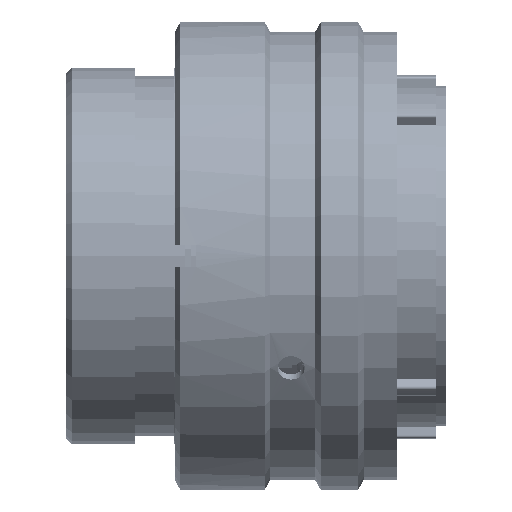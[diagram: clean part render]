
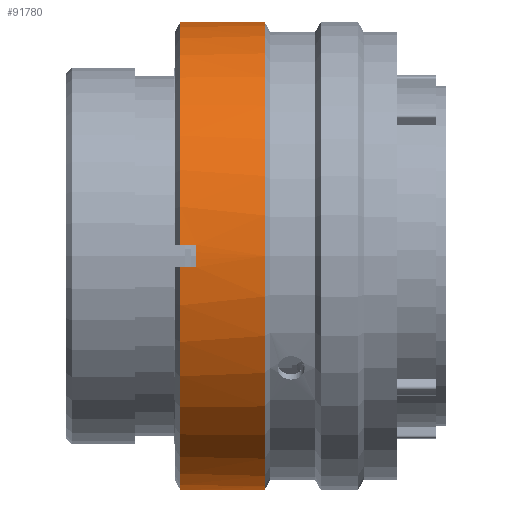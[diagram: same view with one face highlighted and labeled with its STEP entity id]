
A CAD part, front view. The second image highlights one B-rep face of the part: STEP entity #91780.
In plain terms, the highlighted cylindrical face has radius 20.6 mm (diameter 41.2 mm), a partial arc.
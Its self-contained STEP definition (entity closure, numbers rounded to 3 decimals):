
#1479 = VERTEX_POINT ( 'NONE', #13812 ) ;
#1863 = CARTESIAN_POINT ( 'NONE',  ( 10.02, -20.576, 1. ) ) ;
#5015 = EDGE_CURVE ( 'NONE', #41050, #92940, #99808, .T. ) ;
#5288 = VERTEX_POINT ( 'NONE', #86811 ) ;
#8341 = CIRCLE ( 'NONE', #12583, 20.6 ) ;
#9217 = CARTESIAN_POINT ( 'NONE',  ( 29.07, -20.576, 1. ) ) ;
#10585 = AXIS2_PLACEMENT_3D ( 'NONE', #29101, #82617, #50783 ) ;
#10894 = FACE_OUTER_BOUND ( 'NONE', #93295, .T. ) ;
#12583 = AXIS2_PLACEMENT_3D ( 'NONE', #93170, #104122, #137706 ) ;
#12853 = CARTESIAN_POINT ( 'NONE',  ( 29.07, -1., -20.576 ) ) ;
#13812 = CARTESIAN_POINT ( 'NONE',  ( 10.02, -1., 20.576 ) ) ;
#14005 = CARTESIAN_POINT ( 'NONE',  ( 11.42, 0., 0. ) ) ;
#15862 = CIRCLE ( 'NONE', #29213, 20.6 ) ;
#17145 = LINE ( 'NONE', #106428, #125558 ) ;
#17324 = ORIENTED_EDGE ( 'NONE', *, *, #60099, .T. ) ;
#17580 = CARTESIAN_POINT ( 'NONE',  ( 11.42, -1., 20.576 ) ) ;
#17612 = LINE ( 'NONE', #71456, #129432 ) ;
#18539 = CARTESIAN_POINT ( 'NONE',  ( 17.44, 0., 20.6 ) ) ;
#19030 = LINE ( 'NONE', #12853, #102058 ) ;
#20689 = DIRECTION ( 'NONE',  ( 0., 0., -1. ) ) ;
#23970 = DIRECTION ( 'NONE',  ( 0., 0., -1. ) ) ;
#26122 = DIRECTION ( 'NONE',  ( 1., 0., 0. ) ) ;
#29054 = VECTOR ( 'NONE', #104607, 1000. ) ;
#29101 = CARTESIAN_POINT ( 'NONE',  ( 17.44, 0., 0. ) ) ;
#29170 = VERTEX_POINT ( 'NONE', #46043 ) ;
#29213 = AXIS2_PLACEMENT_3D ( 'NONE', #87420, #88855, #123811 ) ;
#29562 = VERTEX_POINT ( 'NONE', #109380 ) ;
#31036 = ORIENTED_EDGE ( 'NONE', *, *, #67814, .T. ) ;
#32490 = CARTESIAN_POINT ( 'NONE',  ( 11.42, 0., 20.6 ) ) ;
#32603 = VERTEX_POINT ( 'NONE', #137228 ) ;
#32838 = EDGE_CURVE ( 'NONE', #81631, #62865, #97277, .T. ) ;
#34753 = ORIENTED_EDGE ( 'NONE', *, *, #106230, .F. ) ;
#36448 = AXIS2_PLACEMENT_3D ( 'NONE', #109210, #131053, #23970 ) ;
#37425 = VERTEX_POINT ( 'NONE', #1863 ) ;
#38939 = AXIS2_PLACEMENT_3D ( 'NONE', #109751, #88497, #68018 ) ;
#39832 = ORIENTED_EDGE ( 'NONE', *, *, #109137, .T. ) ;
#41050 = VERTEX_POINT ( 'NONE', #18539 ) ;
#41492 = DIRECTION ( 'NONE',  ( 1., 0., 0. ) ) ;
#45205 = DIRECTION ( 'NONE',  ( 0., 0., 1. ) ) ;
#46043 = CARTESIAN_POINT ( 'NONE',  ( 11.42, -1., -20.576 ) ) ;
#49358 = ORIENTED_EDGE ( 'NONE', *, *, #58494, .T. ) ;
#49488 = VERTEX_POINT ( 'NONE', #102792 ) ;
#50783 = DIRECTION ( 'NONE',  ( 0., 0., -1. ) ) ;
#54667 = ORIENTED_EDGE ( 'NONE', *, *, #32838, .T. ) ;
#56742 = CARTESIAN_POINT ( 'NONE',  ( 17.44, 0., -20.6 ) ) ;
#57433 = DIRECTION ( 'NONE',  ( 1., 0., 0. ) ) ;
#58250 = CYLINDRICAL_SURFACE ( 'NONE', #36448, 20.6 ) ;
#58494 = EDGE_CURVE ( 'NONE', #62865, #1479, #110454, .T. ) ;
#60099 = EDGE_CURVE ( 'NONE', #37425, #32603, #140064, .T. ) ;
#62865 = VERTEX_POINT ( 'NONE', #17580 ) ;
#64811 = AXIS2_PLACEMENT_3D ( 'NONE', #130542, #129154, #20689 ) ;
#67814 = EDGE_CURVE ( 'NONE', #5288, #49488, #17612, .T. ) ;
#68018 = DIRECTION ( 'NONE',  ( 0., 0., 1. ) ) ;
#71456 = CARTESIAN_POINT ( 'NONE',  ( 29.07, -20.576, -1. ) ) ;
#72867 = DIRECTION ( 'NONE',  ( -1., 0., 0. ) ) ;
#81631 = VERTEX_POINT ( 'NONE', #32490 ) ;
#82617 = DIRECTION ( 'NONE',  ( 1., 0., 0. ) ) ;
#82769 = CIRCLE ( 'NONE', #64811, 20.6 ) ;
#82812 = EDGE_CURVE ( 'NONE', #106149, #29170, #19030, .T. ) ;
#85342 = VECTOR ( 'NONE', #124101, 1000. ) ;
#86811 = CARTESIAN_POINT ( 'NONE',  ( 11.42, -20.576, -1. ) ) ;
#87191 = ORIENTED_EDGE ( 'NONE', *, *, #94595, .T. ) ;
#87420 = CARTESIAN_POINT ( 'NONE',  ( 10.02, 0., 0. ) ) ;
#88497 = DIRECTION ( 'NONE',  ( 1., 0., 0. ) ) ;
#88855 = DIRECTION ( 'NONE',  ( 1., 0., 0. ) ) ;
#91780 = ADVANCED_FACE ( 'NONE', ( #10894 ), #58250, .T. ) ;
#92940 = VERTEX_POINT ( 'NONE', #56742 ) ;
#93170 = CARTESIAN_POINT ( 'NONE',  ( 11.42, 0., 0. ) ) ;
#93295 = EDGE_LOOP ( 'NONE', ( #34753, #54667, #49358, #116755, #17324, #98481, #31036, #108617, #110737, #87191, #39832, #126785 ) ) ;
#94595 = EDGE_CURVE ( 'NONE', #29170, #29562, #8341, .T. ) ;
#97277 = CIRCLE ( 'NONE', #102286, 20.6 ) ;
#97297 = DIRECTION ( 'NONE',  ( 1., 0., 0. ) ) ;
#98481 = ORIENTED_EDGE ( 'NONE', *, *, #123286, .T. ) ;
#99808 = CIRCLE ( 'NONE', #10585, 20.6 ) ;
#102058 = VECTOR ( 'NONE', #26122, 1000. ) ;
#102286 = AXIS2_PLACEMENT_3D ( 'NONE', #14005, #57433, #45205 ) ;
#102792 = CARTESIAN_POINT ( 'NONE',  ( 10.02, -20.576, -1. ) ) ;
#104122 = DIRECTION ( 'NONE',  ( 1., 0., 0. ) ) ;
#104143 = CARTESIAN_POINT ( 'NONE',  ( 29.07, -1., 20.576 ) ) ;
#104607 = DIRECTION ( 'NONE',  ( -1., 0., 0. ) ) ;
#106149 = VERTEX_POINT ( 'NONE', #114125 ) ;
#106210 = VECTOR ( 'NONE', #97297, 1000. ) ;
#106230 = EDGE_CURVE ( 'NONE', #81631, #41050, #129388, .T. ) ;
#106428 = CARTESIAN_POINT ( 'NONE',  ( 29.07, 0., -20.6 ) ) ;
#108617 = ORIENTED_EDGE ( 'NONE', *, *, #116803, .T. ) ;
#109137 = EDGE_CURVE ( 'NONE', #29562, #92940, #17145, .T. ) ;
#109210 = CARTESIAN_POINT ( 'NONE',  ( 29.07, 0., 0. ) ) ;
#109380 = CARTESIAN_POINT ( 'NONE',  ( 11.42, 0., -20.6 ) ) ;
#109751 = CARTESIAN_POINT ( 'NONE',  ( 11.42, 0., 0. ) ) ;
#110454 = LINE ( 'NONE', #104143, #29054 ) ;
#110737 = ORIENTED_EDGE ( 'NONE', *, *, #82812, .T. ) ;
#114125 = CARTESIAN_POINT ( 'NONE',  ( 10.02, -1., -20.576 ) ) ;
#116755 = ORIENTED_EDGE ( 'NONE', *, *, #124724, .T. ) ;
#116803 = EDGE_CURVE ( 'NONE', #49488, #106149, #82769, .T. ) ;
#123286 = EDGE_CURVE ( 'NONE', #32603, #5288, #140495, .T. ) ;
#123811 = DIRECTION ( 'NONE',  ( 0., 0., -1. ) ) ;
#124101 = DIRECTION ( 'NONE',  ( 1., 0., 0. ) ) ;
#124724 = EDGE_CURVE ( 'NONE', #1479, #37425, #15862, .T. ) ;
#125558 = VECTOR ( 'NONE', #41492, 1000. ) ;
#126785 = ORIENTED_EDGE ( 'NONE', *, *, #5015, .F. ) ;
#129154 = DIRECTION ( 'NONE',  ( 1., 0., 0. ) ) ;
#129388 = LINE ( 'NONE', #134153, #85342 ) ;
#129432 = VECTOR ( 'NONE', #72867, 1000. ) ;
#130542 = CARTESIAN_POINT ( 'NONE',  ( 10.02, 0., 0. ) ) ;
#131053 = DIRECTION ( 'NONE',  ( 1., 0., 0. ) ) ;
#134153 = CARTESIAN_POINT ( 'NONE',  ( 29.07, 0., 20.6 ) ) ;
#137228 = CARTESIAN_POINT ( 'NONE',  ( 11.42, -20.576, 1. ) ) ;
#137706 = DIRECTION ( 'NONE',  ( 0., 0., 1. ) ) ;
#140064 = LINE ( 'NONE', #9217, #106210 ) ;
#140495 = CIRCLE ( 'NONE', #38939, 20.6 ) ;
